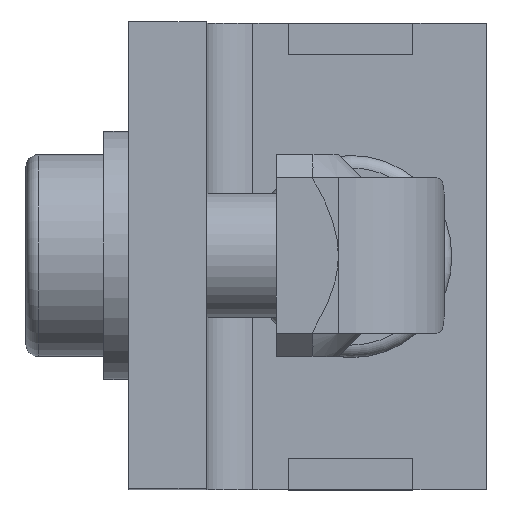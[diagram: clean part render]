
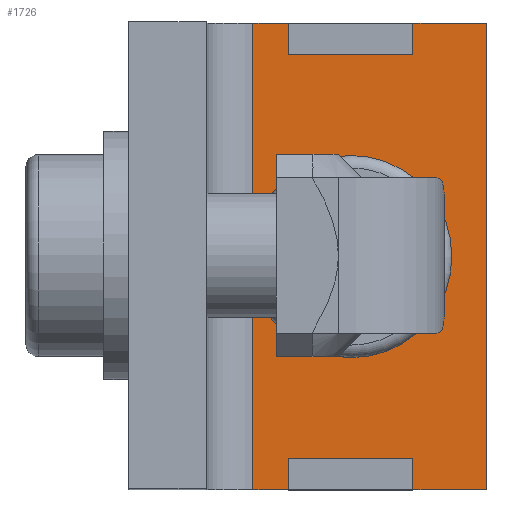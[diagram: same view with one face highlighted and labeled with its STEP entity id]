
A CAD part, top view. The second image highlights one B-rep face of the part: STEP entity #1726.
In plain terms, the highlighted planar face has unit normal (0, 0, 1).
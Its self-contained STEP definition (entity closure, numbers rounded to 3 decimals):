
#103=FACE_BOUND('',#267,.T.);
#115=CIRCLE('',#1832,4.5);
#167=FACE_OUTER_BOUND('',#266,.T.);
#266=EDGE_LOOP('',(#1146,#1147,#1148,#1149,#1150,#1151,#1152,#1153,#1154,
#1155,#1156,#1157));
#267=EDGE_LOOP('',(#1158));
#377=LINE('',#2491,#551);
#378=LINE('',#2493,#552);
#379=LINE('',#2495,#553);
#380=LINE('',#2497,#554);
#381=LINE('',#2499,#555);
#382=LINE('',#2501,#556);
#383=LINE('',#2503,#557);
#384=LINE('',#2505,#558);
#385=LINE('',#2507,#559);
#386=LINE('',#2509,#560);
#387=LINE('',#2511,#561);
#388=LINE('',#2512,#562);
#551=VECTOR('',#1995,1.);
#552=VECTOR('',#1996,1.);
#553=VECTOR('',#1997,1.);
#554=VECTOR('',#1998,1.);
#555=VECTOR('',#1999,1.);
#556=VECTOR('',#2000,1.);
#557=VECTOR('',#2001,1.);
#558=VECTOR('',#2002,1.);
#559=VECTOR('',#2003,1.);
#560=VECTOR('',#2004,1.);
#561=VECTOR('',#2005,1.);
#562=VECTOR('',#2006,1.);
#725=VERTEX_POINT('',#2489);
#726=VERTEX_POINT('',#2490);
#727=VERTEX_POINT('',#2492);
#728=VERTEX_POINT('',#2494);
#729=VERTEX_POINT('',#2496);
#730=VERTEX_POINT('',#2498);
#731=VERTEX_POINT('',#2500);
#732=VERTEX_POINT('',#2502);
#733=VERTEX_POINT('',#2504);
#734=VERTEX_POINT('',#2506);
#735=VERTEX_POINT('',#2508);
#736=VERTEX_POINT('',#2510);
#737=VERTEX_POINT('',#2513);
#892=EDGE_CURVE('',#725,#726,#377,.T.);
#893=EDGE_CURVE('',#725,#727,#378,.T.);
#894=EDGE_CURVE('',#727,#728,#379,.T.);
#895=EDGE_CURVE('',#728,#729,#380,.T.);
#896=EDGE_CURVE('',#730,#729,#381,.T.);
#897=EDGE_CURVE('',#730,#731,#382,.T.);
#898=EDGE_CURVE('',#731,#732,#383,.T.);
#899=EDGE_CURVE('',#732,#733,#384,.T.);
#900=EDGE_CURVE('',#734,#733,#385,.T.);
#901=EDGE_CURVE('',#734,#735,#386,.T.);
#902=EDGE_CURVE('',#735,#736,#387,.T.);
#903=EDGE_CURVE('',#736,#726,#388,.T.);
#904=EDGE_CURVE('',#737,#737,#115,.T.);
#1146=ORIENTED_EDGE('',*,*,#892,.F.);
#1147=ORIENTED_EDGE('',*,*,#893,.T.);
#1148=ORIENTED_EDGE('',*,*,#894,.T.);
#1149=ORIENTED_EDGE('',*,*,#895,.T.);
#1150=ORIENTED_EDGE('',*,*,#896,.F.);
#1151=ORIENTED_EDGE('',*,*,#897,.T.);
#1152=ORIENTED_EDGE('',*,*,#898,.T.);
#1153=ORIENTED_EDGE('',*,*,#899,.T.);
#1154=ORIENTED_EDGE('',*,*,#900,.F.);
#1155=ORIENTED_EDGE('',*,*,#901,.T.);
#1156=ORIENTED_EDGE('',*,*,#902,.T.);
#1157=ORIENTED_EDGE('',*,*,#903,.T.);
#1158=ORIENTED_EDGE('',*,*,#904,.T.);
#1654=PLANE('',#1831);
#1726=ADVANCED_FACE('',(#167,#103),#1654,.T.);
#1831=AXIS2_PLACEMENT_3D('',#2488,#1993,#1994);
#1832=AXIS2_PLACEMENT_3D('',#2514,#2007,#2008);
#1993=DIRECTION('center_axis',(0.,0.,
1.));
#1994=DIRECTION('ref_axis',(0.,1.,0.));
#1995=DIRECTION('',(0.,-1.,0.));
#1996=DIRECTION('',(-1.,0.,0.));
#1997=DIRECTION('',(0.,-1.,0.));
#1998=DIRECTION('',(1.,0.,0.));
#1999=DIRECTION('',(0.,-1.,0.));
#2000=DIRECTION('',(1.,0.,0.));
#2001=DIRECTION('',(0.,-1.,0.));
#2002=DIRECTION('',(1.,0.,0.));
#2003=DIRECTION('',(0.,-1.,0.));
#2004=DIRECTION('',(-1.,0.,0.));
#2005=DIRECTION('',(0.,-1.,0.));
#2006=DIRECTION('',(-1.,0.,0.));
#2007=DIRECTION('center_axis',(0.,0.,
-1.));
#2008=DIRECTION('ref_axis',(-1.,0.,0.));
#2488=CARTESIAN_POINT('Origin',(-5.825,2.5,5.));
#2489=CARTESIAN_POINT('',(-4.,15.,5.));
#2490=CARTESIAN_POINT('',(-4.,13.,5.));
#2491=CARTESIAN_POINT('',(-4.,2.5,5.));
#2492=CARTESIAN_POINT('',(-6.3,15.,5.));
#2493=CARTESIAN_POINT('',(14.175,15.,5.));
#2494=CARTESIAN_POINT('',(-6.3,-15.,5.));
#2495=CARTESIAN_POINT('',(-6.3,15.,5.));
#2496=CARTESIAN_POINT('',(-4.,-15.,5.));
#2497=CARTESIAN_POINT('',(14.175,-15.,5.));
#2498=CARTESIAN_POINT('',(-4.,-13.,5.));
#2499=CARTESIAN_POINT('',(-4.,2.5,5.));
#2500=CARTESIAN_POINT('',(4.,-13.,5.));
#2501=CARTESIAN_POINT('',(-10.65,-13.,5.));
#2502=CARTESIAN_POINT('',(4.,-15.,5.));
#2503=CARTESIAN_POINT('',(4.,-6.25,5.));
#2504=CARTESIAN_POINT('',(8.7,-15.,5.));
#2505=CARTESIAN_POINT('',(8.7,-15.,5.));
#2506=CARTESIAN_POINT('',(8.7,15.,5.));
#2507=CARTESIAN_POINT('',(8.7,15.,5.));
#2508=CARTESIAN_POINT('',(4.,15.,5.));
#2509=CARTESIAN_POINT('',(8.7,15.,5.));
#2510=CARTESIAN_POINT('',(4.,13.,5.));
#2511=CARTESIAN_POINT('',(4.,7.75,5.));
#2512=CARTESIAN_POINT('',(-10.65,13.,5.));
#2513=CARTESIAN_POINT('',(4.5,0.,5.));
#2514=CARTESIAN_POINT('Origin',(0.,0.,
5.));
